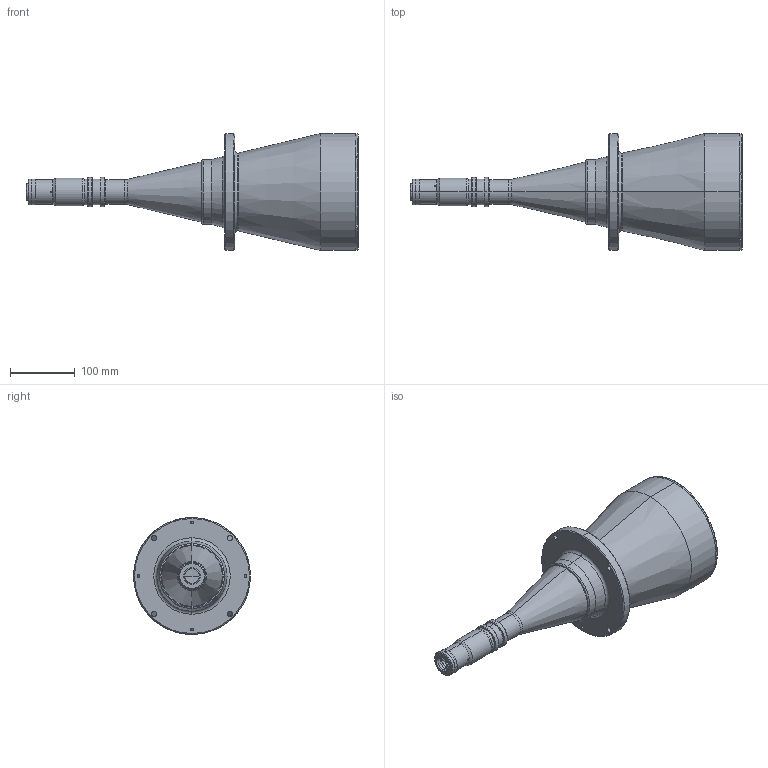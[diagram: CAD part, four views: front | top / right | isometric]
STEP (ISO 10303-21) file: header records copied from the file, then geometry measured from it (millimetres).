
FILE_DESCRIPTION (( 'STEP AP214' ), '1' );
FILE_NAME ('2M120_C.STEP', '2013-05-11T10:53:23', ( 'Work' ), ( '' ), 'SwSTEP 2.0', 'SolidWorks 2013', '' );
FILE_SCHEMA (( 'AUTOMOTIVE_DESIGN' ));
Length unit declared in the file: millimetre
Products named in the file (1): 2M120_C
Bounding box: 511.23 x 180 x 180 mm (x, y, z)
Surface area: 245900.5 mm2 (no closed solid volume)
Topology: 0 solids, 13 shells, 176 faces, 465 edges, 309 vertices
Faces by surface type: cylinder 93, plane 34, cone 32, torus 15, sphere 2
Entity records: 7955 total; most frequent: CARTESIAN_POINT 1379, DIRECTION 1072, ORIENTED_EDGE 844, EDGE_CURVE 465, AXIS2_PLACEMENT_3D 456, VERTEX_POINT 309, CIRCLE 279, EDGE_LOOP 239
